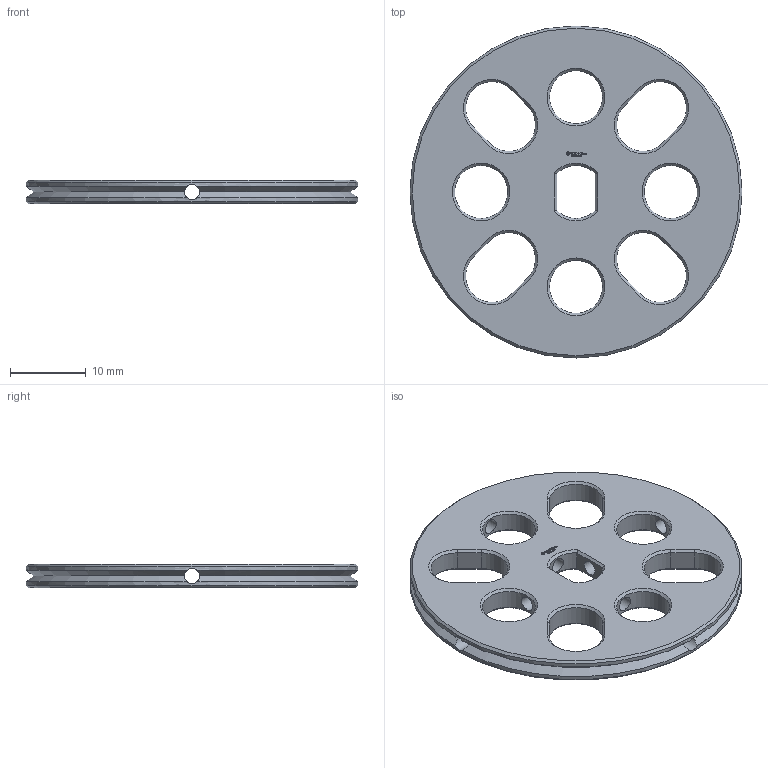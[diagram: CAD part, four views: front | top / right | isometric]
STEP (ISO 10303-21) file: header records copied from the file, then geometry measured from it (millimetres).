
FILE_DESCRIPTION(('FreeCAD Model'),'2;1');
FILE_NAME('Open CASCADE Shape Model','2023-11-13T23:55:38',(''),(''), 'Open CASCADE STEP processor 7.6','FreeCAD','Unknown');
FILE_SCHEMA(('AUTOMOTIVE_DESIGN { 1 0 10303 214 1 1 1 1 }'));
Length unit declared in the file: millimetre
Products named in the file (1): Washer FXD OCT BU03.50x00.25 - SPN-WSR-0011 (stemfie.org)
Bounding box: 43.75 x 43.75 x 3.12 mm (x, y, z)
Volume: 3081.4 mm3; surface area: 3516.6 mm2
Topology: 1 solids, 1 shells, 555 faces, 1540 edges, 1010 vertices
Faces by surface type: plane 347, extrusion 146, cone 38, cylinder 24
Full cylindrical faces by diameter (mm): 2 x8, 7 x4, 43.75 x2
Entity records: 40301 total; most frequent: CARTESIAN_POINT 10551, DIRECTION 4906, VECTOR 3908, LINE 3762, ORIENTED_EDGE 3080, PCURVE 3080, DEFINITIONAL_REPRESENTATION 3080, EDGE_CURVE 1540
